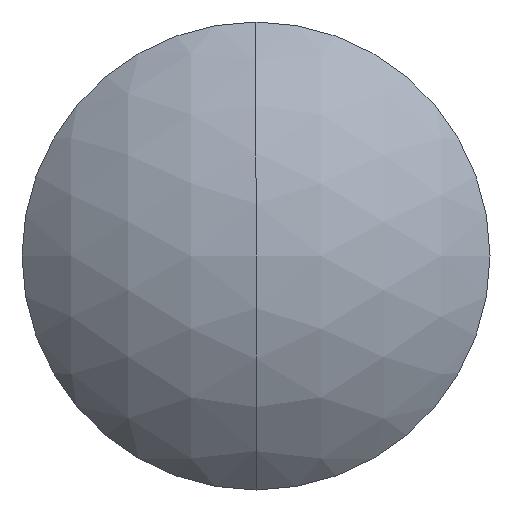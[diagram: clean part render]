
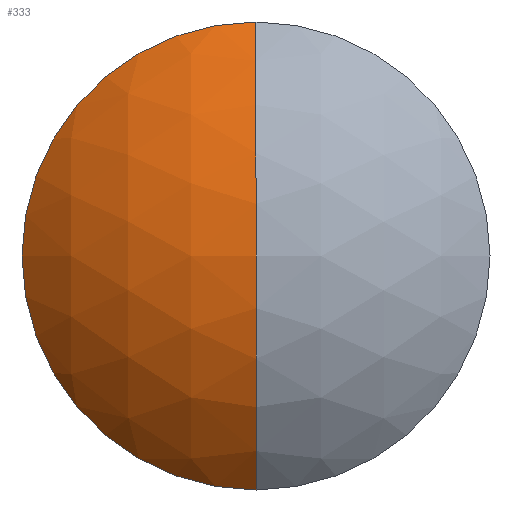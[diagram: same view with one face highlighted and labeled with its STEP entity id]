
A CAD part, left-side view. The second image highlights one B-rep face of the part: STEP entity #333.
In plain terms, the highlighted spherical face has radius 11 mm.
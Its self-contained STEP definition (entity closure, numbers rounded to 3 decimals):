
#15 = DIRECTION ( 'NONE',  ( 1., 0., 0. ) ) ;
#31 = DIRECTION ( 'NONE',  ( 0., 0., -1. ) ) ;
#63 = DIRECTION ( 'NONE',  ( 0., 0., -1. ) ) ;
#86 = ORIENTED_EDGE ( 'NONE', *, *, #125, .T. ) ;
#97 = DIRECTION ( 'NONE',  ( 0., 0., -1. ) ) ;
#100 = CARTESIAN_POINT ( 'NONE',  ( -7.52, 0., -8.028 ) ) ;
#109 = FACE_OUTER_BOUND ( 'NONE', #192, .T. ) ;
#117 = EDGE_CURVE ( 'NONE', #217, #120, #288, .T. ) ;
#120 = VERTEX_POINT ( 'NONE', #147 ) ;
#125 = EDGE_CURVE ( 'NONE', #207, #120, #202, .T. ) ;
#127 = CIRCLE ( 'NONE', #372, 11. ) ;
#145 = AXIS2_PLACEMENT_3D ( 'NONE', #249, #230, #227 ) ;
#147 = CARTESIAN_POINT ( 'NONE',  ( -7.52, 0., 8.028 ) ) ;
#166 = CARTESIAN_POINT ( 'NONE',  ( 0., 0., 0. ) ) ;
#173 = CARTESIAN_POINT ( 'NONE',  ( 0., 0., 0. ) ) ;
#174 = EDGE_CURVE ( 'NONE', #207, #217, #127, .T. ) ;
#178 = ORIENTED_EDGE ( 'NONE', *, *, #174, .F. ) ;
#192 = EDGE_LOOP ( 'NONE', ( #178, #86, #295 ) ) ;
#202 = CIRCLE ( 'NONE', #145, 11. ) ;
#207 = VERTEX_POINT ( 'NONE', #302 ) ;
#217 = VERTEX_POINT ( 'NONE', #100 ) ;
#227 = DIRECTION ( 'NONE',  ( 0., 0., 1. ) ) ;
#228 = AXIS2_PLACEMENT_3D ( 'NONE', #358, #15, #31 ) ;
#230 = DIRECTION ( 'NONE',  ( 0., 1., 0. ) ) ;
#249 = CARTESIAN_POINT ( 'NONE',  ( 0., 0., 0. ) ) ;
#285 = DIRECTION ( 'NONE',  ( 0., 1., 0. ) ) ;
#288 = CIRCLE ( 'NONE', #228, 8.028 ) ;
#295 = ORIENTED_EDGE ( 'NONE', *, *, #117, .F. ) ;
#302 = CARTESIAN_POINT ( 'NONE',  ( -11., 0., 0. ) ) ;
#313 = AXIS2_PLACEMENT_3D ( 'NONE', #173, #285, #63 ) ;
#333 = ADVANCED_FACE ( 'NONE', ( #109 ), #347, .T. ) ;
#347 = SPHERICAL_SURFACE ( 'NONE', #313, 11. ) ;
#358 = CARTESIAN_POINT ( 'NONE',  ( -7.52, 0., 0. ) ) ;
#365 = DIRECTION ( 'NONE',  ( 0., -1., 0. ) ) ;
#372 = AXIS2_PLACEMENT_3D ( 'NONE', #166, #365, #97 ) ;
